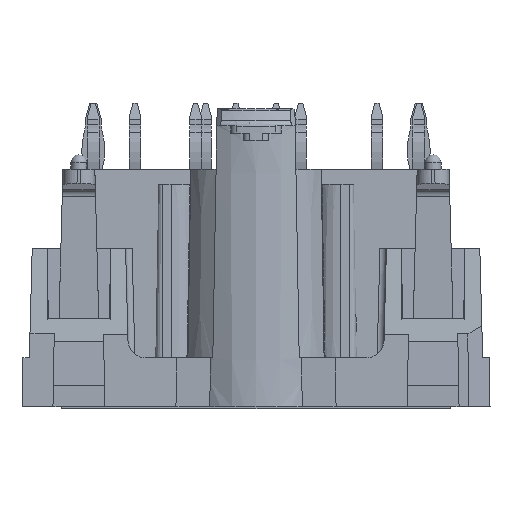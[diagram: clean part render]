
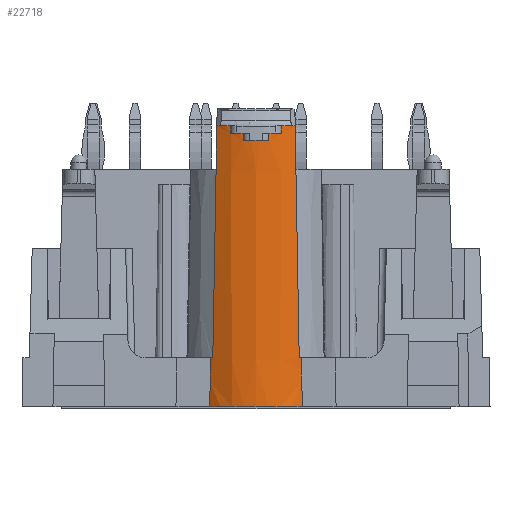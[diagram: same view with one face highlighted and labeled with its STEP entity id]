
A CAD part, left-side view. The second image highlights one B-rep face of the part: STEP entity #22718.
In plain terms, the highlighted conical face has half-angle 0.356 degrees and reference radius 5.5 mm.
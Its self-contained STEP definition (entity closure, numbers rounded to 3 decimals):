
#72=B_SPLINE_CURVE_WITH_KNOTS('',3,(#31893,#31894,#31895,#31896),
 .UNSPECIFIED.,.F.,.F.,(4,4),(0.002,0.002),
 .UNSPECIFIED.);
#73=B_SPLINE_CURVE_WITH_KNOTS('',3,(#31904,#31905,#31906,#31907),
 .UNSPECIFIED.,.F.,.F.,(4,4),(0.002,0.002),
 .UNSPECIFIED.);
#74=B_SPLINE_CURVE_WITH_KNOTS('',3,(#31915,#31916,#31917,#31918),
 .UNSPECIFIED.,.F.,.F.,(4,4),(0.002,0.002),
 .UNSPECIFIED.);
#75=B_SPLINE_CURVE_WITH_KNOTS('',3,(#31926,#31927,#31928,#31929),
 .UNSPECIFIED.,.F.,.F.,(4,4),(0.002,0.002),
 .UNSPECIFIED.);
#111=CONICAL_SURFACE('',#23975,5.5,0.006);
#262=CIRCLE('',#23693,5.479);
#313=CIRCLE('',#23880,5.5);
#314=CIRCLE('',#23884,5.6);
#315=CIRCLE('',#23887,5.597);
#316=CIRCLE('',#23890,5.594);
#317=CIRCLE('',#23893,5.597);
#318=CIRCLE('',#23896,5.6);
#320=CIRCLE('',#23901,5.5);
#965=ELLIPSE('',#23882,430.867,7.027);
#966=ELLIPSE('',#23898,430.867,7.027);
#988=ELLIPSE('',#23974,255.779,4.172);
#989=ELLIPSE('',#23976,255.779,4.172);
#3161=ORIENTED_EDGE('',*,*,#6714,.F.);
#3162=ORIENTED_EDGE('',*,*,#7145,.F.);
#3163=ORIENTED_EDGE('',*,*,#7019,.T.);
#3164=ORIENTED_EDGE('',*,*,#7016,.F.);
#3165=ORIENTED_EDGE('',*,*,#7014,.T.);
#3166=ORIENTED_EDGE('',*,*,#7012,.T.);
#3167=ORIENTED_EDGE('',*,*,#7010,.T.);
#3168=ORIENTED_EDGE('',*,*,#7008,.T.);
#3169=ORIENTED_EDGE('',*,*,#7006,.T.);
#3170=ORIENTED_EDGE('',*,*,#7004,.T.);
#3171=ORIENTED_EDGE('',*,*,#7002,.T.);
#3172=ORIENTED_EDGE('',*,*,#7000,.T.);
#3173=ORIENTED_EDGE('',*,*,#6998,.T.);
#3174=ORIENTED_EDGE('',*,*,#6996,.F.);
#3175=ORIENTED_EDGE('',*,*,#6995,.T.);
#3176=ORIENTED_EDGE('',*,*,#7144,.T.);
#6714=EDGE_CURVE('',#8931,#8932,#262,.F.);
#6995=EDGE_CURVE('',#9134,#9135,#313,.T.);
#6996=EDGE_CURVE('',#9134,#9136,#965,.F.);
#6998=EDGE_CURVE('',#9137,#9136,#314,.T.);
#7000=EDGE_CURVE('',#9138,#9137,#72,.T.);
#7002=EDGE_CURVE('',#9139,#9138,#315,.T.);
#7004=EDGE_CURVE('',#9140,#9139,#73,.T.);
#7006=EDGE_CURVE('',#9141,#9140,#316,.T.);
#7008=EDGE_CURVE('',#9142,#9141,#74,.T.);
#7010=EDGE_CURVE('',#9143,#9142,#317,.T.);
#7012=EDGE_CURVE('',#9144,#9143,#75,.T.);
#7014=EDGE_CURVE('',#9145,#9144,#318,.T.);
#7016=EDGE_CURVE('',#9145,#9146,#966,.F.);
#7019=EDGE_CURVE('',#9147,#9146,#320,.T.);
#7144=EDGE_CURVE('',#9135,#8932,#988,.F.);
#7145=EDGE_CURVE('',#9147,#8931,#989,.T.);
#8931=VERTEX_POINT('',#31231);
#8932=VERTEX_POINT('',#31233);
#9134=VERTEX_POINT('',#31880);
#9135=VERTEX_POINT('',#31882);
#9136=VERTEX_POINT('',#31886);
#9137=VERTEX_POINT('',#31890);
#9138=VERTEX_POINT('',#31897);
#9139=VERTEX_POINT('',#31901);
#9140=VERTEX_POINT('',#31908);
#9141=VERTEX_POINT('',#31912);
#9142=VERTEX_POINT('',#31919);
#9143=VERTEX_POINT('',#31923);
#9144=VERTEX_POINT('',#31930);
#9145=VERTEX_POINT('',#31934);
#9146=VERTEX_POINT('',#31938);
#9147=VERTEX_POINT('',#31945);
#14038=EDGE_LOOP('',(#3161,#3162,#3163,#3164,#3165,#3166,#3167,#3168,#3169,
#3170,#3171,#3172,#3173,#3174,#3175,#3176));
#14992=FACE_BOUND('',#14038,.T.);
#22718=ADVANCED_FACE('',(#14992),#111,.T.);
#23693=AXIS2_PLACEMENT_3D('',#31232,#26222,#26223);
#23880=AXIS2_PLACEMENT_3D('',#31883,#26756,#26757);
#23882=AXIS2_PLACEMENT_3D('',#31885,#26760,#26761);
#23884=AXIS2_PLACEMENT_3D('',#31889,#26765,#26766);
#23887=AXIS2_PLACEMENT_3D('',#31900,#26773,#26774);
#23890=AXIS2_PLACEMENT_3D('',#31911,#26781,#26782);
#23893=AXIS2_PLACEMENT_3D('',#31922,#26789,#26790);
#23896=AXIS2_PLACEMENT_3D('',#31933,#26797,#26798);
#23898=AXIS2_PLACEMENT_3D('',#31937,#26802,#26803);
#23901=AXIS2_PLACEMENT_3D('',#31946,#26808,#26809);
#23974=AXIS2_PLACEMENT_3D('',#32204,#27051,#27052);
#23975=AXIS2_PLACEMENT_3D('',#32205,#27053,#27054);
#23976=AXIS2_PLACEMENT_3D('',#32206,#27055,#27056);
#26222=DIRECTION('',(0.,0.,1.));
#26223=DIRECTION('',(1.,0.,0.));
#26756=DIRECTION('',(0.,0.,-1.));
#26757=DIRECTION('',(-1.,0.,0.));
#26760=DIRECTION('',(0.,-1.,-0.017));
#26761=DIRECTION('',(0.,-0.017,1.));
#26765=DIRECTION('',(0.,0.,-1.));
#26766=DIRECTION('',(-1.,0.,0.));
#26773=DIRECTION('',(0.,0.,-1.));
#26774=DIRECTION('',(-1.,0.,0.));
#26781=DIRECTION('',(0.,0.,-1.));
#26782=DIRECTION('',(-1.,0.,0.));
#26789=DIRECTION('',(0.,0.,-1.));
#26790=DIRECTION('',(-1.,0.,0.));
#26797=DIRECTION('',(0.,0.,-1.));
#26798=DIRECTION('',(-1.,0.,0.));
#26802=DIRECTION('',(0.,1.,-0.017));
#26803=DIRECTION('',(0.,0.017,1.));
#26808=DIRECTION('',(0.,0.,-1.));
#26809=DIRECTION('',(-1.,0.,0.));
#27051=DIRECTION('',(1.,0.,0.017));
#27052=DIRECTION('',(-0.017,0.,1.));
#27053=DIRECTION('',(0.,0.,1.));
#27054=DIRECTION('',(-1.,0.,0.));
#27055=DIRECTION('',(1.,0.,0.017));
#27056=DIRECTION('',(-0.017,0.,1.));
#31231=CARTESIAN_POINT('',(-31.941,-3.209,0.));
#31232=CARTESIAN_POINT('',(-27.5,0.,0.));
#31233=CARTESIAN_POINT('',(-31.941,3.209,0.));
#31880=CARTESIAN_POINT('',(-32.11,3.,3.4));
#31882=CARTESIAN_POINT('',(-32.,3.162,3.4));
#31883=CARTESIAN_POINT('',(-27.5,0.,3.4));
#31885=CARTESIAN_POINT('',(-27.5,-2.676,328.565));
#31886=CARTESIAN_POINT('',(-32.396,2.719,19.5));
#31889=CARTESIAN_POINT('',(-27.5,0.,19.5));
#31890=CARTESIAN_POINT('',(-32.82,1.75,19.5));
#31893=CARTESIAN_POINT('',(-32.816,1.75,19.));
#31894=CARTESIAN_POINT('',(-32.817,1.75,19.167));
#31895=CARTESIAN_POINT('',(-32.818,1.75,19.333));
#31896=CARTESIAN_POINT('',(-32.82,1.75,19.5));
#31897=CARTESIAN_POINT('',(-32.816,1.75,19.));
#31900=CARTESIAN_POINT('',(-27.5,0.,19.));
#31901=CARTESIAN_POINT('',(-33.024,0.9,19.));
#31904=CARTESIAN_POINT('',(-33.021,0.9,18.5));
#31905=CARTESIAN_POINT('',(-33.022,0.9,18.667));
#31906=CARTESIAN_POINT('',(-33.023,0.9,18.833));
#31907=CARTESIAN_POINT('',(-33.024,0.9,19.));
#31908=CARTESIAN_POINT('',(-33.021,0.9,18.5));
#31911=CARTESIAN_POINT('',(-27.5,0.,18.5));
#31912=CARTESIAN_POINT('',(-33.021,-0.9,18.5));
#31915=CARTESIAN_POINT('',(-33.024,-0.9,19.));
#31916=CARTESIAN_POINT('',(-33.023,-0.9,18.833));
#31917=CARTESIAN_POINT('',(-33.022,-0.9,18.667));
#31918=CARTESIAN_POINT('',(-33.021,-0.9,18.5));
#31919=CARTESIAN_POINT('',(-33.024,-0.9,19.));
#31922=CARTESIAN_POINT('',(-27.5,0.,19.));
#31923=CARTESIAN_POINT('',(-32.816,-1.75,19.));
#31926=CARTESIAN_POINT('',(-32.82,-1.75,19.5));
#31927=CARTESIAN_POINT('',(-32.818,-1.75,19.333));
#31928=CARTESIAN_POINT('',(-32.817,-1.75,19.167));
#31929=CARTESIAN_POINT('',(-32.816,-1.75,19.));
#31930=CARTESIAN_POINT('',(-32.82,-1.75,19.5));
#31933=CARTESIAN_POINT('',(-27.5,0.,19.5));
#31934=CARTESIAN_POINT('',(-32.396,-2.719,19.5));
#31937=CARTESIAN_POINT('',(-27.5,2.676,328.565));
#31938=CARTESIAN_POINT('',(-32.11,-3.,3.4));
#31945=CARTESIAN_POINT('',(-32.,-3.162,3.4));
#31946=CARTESIAN_POINT('',(-27.5,0.,3.4));
#32204=CARTESIAN_POINT('',(-29.088,0.,-163.403));
#32205=CARTESIAN_POINT('',(-27.5,0.,3.4));
#32206=CARTESIAN_POINT('',(-29.088,0.,-163.403));
